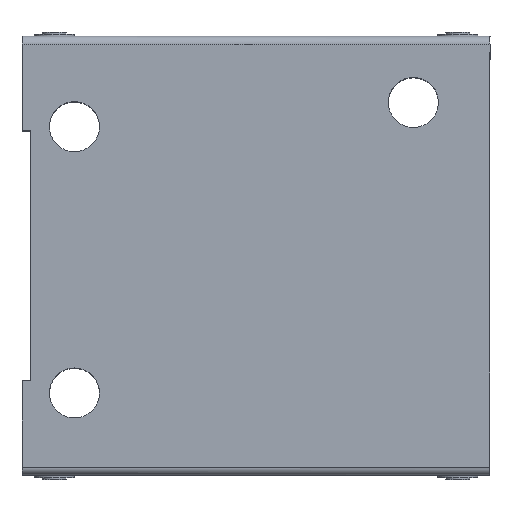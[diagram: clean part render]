
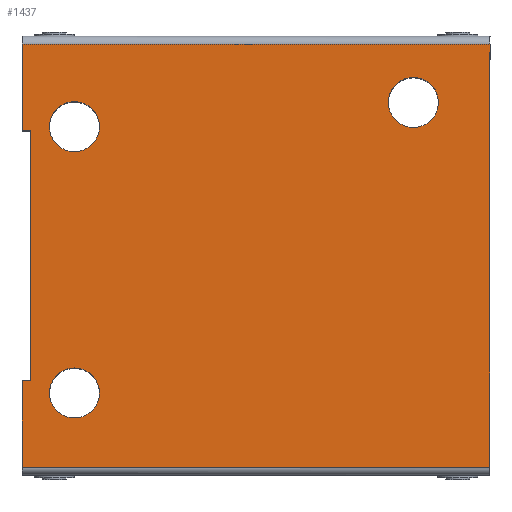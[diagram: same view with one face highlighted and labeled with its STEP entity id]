
A CAD part, top view. The second image highlights one B-rep face of the part: STEP entity #1437.
In plain terms, the highlighted planar face has unit normal (0, 0, 1).
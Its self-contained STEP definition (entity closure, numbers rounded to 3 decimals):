
#94=FACE_BOUND('',#322,.F.);
#95=FACE_BOUND('',#323,.F.);
#96=FACE_BOUND('',#324,.F.);
#137=FACE_OUTER_BOUND('',#325,.F.);
#322=EDGE_LOOP('',(#598,#599));
#323=EDGE_LOOP('',(#600,#601));
#324=EDGE_LOOP('',(#602,#603));
#325=EDGE_LOOP('',(#604,#605,#606,#607,#608,#609,#610,#611));
#598=ORIENTED_EDGE('',*,*,#2484,.T.);
#599=ORIENTED_EDGE('',*,*,#2483,.T.);
#600=ORIENTED_EDGE('',*,*,#2488,.T.);
#601=ORIENTED_EDGE('',*,*,#2487,.T.);
#602=ORIENTED_EDGE('',*,*,#2480,.T.);
#603=ORIENTED_EDGE('',*,*,#2479,.T.);
#604=ORIENTED_EDGE('',*,*,#2517,.F.);
#605=ORIENTED_EDGE('',*,*,#2478,.F.);
#606=ORIENTED_EDGE('',*,*,#2527,.F.);
#607=ORIENTED_EDGE('',*,*,#2473,.F.);
#608=ORIENTED_EDGE('',*,*,#2499,.F.);
#609=ORIENTED_EDGE('',*,*,#2503,.T.);
#610=ORIENTED_EDGE('',*,*,#2506,.T.);
#611=ORIENTED_EDGE('',*,*,#2508,.T.);
#1437=ADVANCED_FACE('',(#94,#95,#96,#137),#1611,.T.);
#1611=PLANE('',#3424);
#1736=LINE('',#4920,#2006);
#1738=LINE('',#4925,#2008);
#1739=LINE('',#4946,#2009);
#1743=LINE('',#4950,#2013);
#1746=LINE('',#4953,#2016);
#1748=LINE('',#4955,#2018);
#1757=LINE('',#4964,#2027);
#1767=LINE('',#4974,#2037);
#2006=VECTOR('',#3637,58.);
#2008=VECTOR('',#3645,58.);
#2009=VECTOR('',#3686,10.7);
#2013=VECTOR('',#3690,1.);
#2016=VECTOR('',#3693,31.);
#2018=VECTOR('',#3695,1.);
#2027=VECTOR('',#3704,10.7);
#2037=VECTOR('',#3714,52.4);
#2275=CIRCLE('',#3246,3.1);
#2276=CIRCLE('',#3247,3.1);
#2279=CIRCLE('',#3250,3.1);
#2280=CIRCLE('',#3251,3.1);
#2283=CIRCLE('',#3254,3.1);
#2284=CIRCLE('',#3255,3.1);
#2473=EDGE_CURVE('',#3168,#3171,#1736,.T.);
#2478=EDGE_CURVE('',#3167,#3164,#1738,.T.);
#2479=EDGE_CURVE('',#3162,#3161,#2275,.T.);
#2480=EDGE_CURVE('',#3161,#3162,#2276,.T.);
#2483=EDGE_CURVE('',#3158,#3157,#2279,.T.);
#2484=EDGE_CURVE('',#3157,#3158,#2280,.T.);
#2487=EDGE_CURVE('',#3154,#3153,#2283,.T.);
#2488=EDGE_CURVE('',#3153,#3154,#2284,.T.);
#2499=EDGE_CURVE('',#3142,#3168,#1739,.T.);
#2503=EDGE_CURVE('',#3142,#3138,#1743,.T.);
#2506=EDGE_CURVE('',#3138,#3136,#1746,.T.);
#2508=EDGE_CURVE('',#3136,#3134,#1748,.T.);
#2517=EDGE_CURVE('',#3164,#3134,#1757,.T.);
#2527=EDGE_CURVE('',#3171,#3167,#1767,.T.);
#3134=VERTEX_POINT('',#4823);
#3136=VERTEX_POINT('',#4825);
#3138=VERTEX_POINT('',#4827);
#3142=VERTEX_POINT('',#4831);
#3153=VERTEX_POINT('',#4842);
#3154=VERTEX_POINT('',#4843);
#3157=VERTEX_POINT('',#4846);
#3158=VERTEX_POINT('',#4847);
#3161=VERTEX_POINT('',#4850);
#3162=VERTEX_POINT('',#4851);
#3164=VERTEX_POINT('',#4853);
#3167=VERTEX_POINT('',#4856);
#3168=VERTEX_POINT('',#4857);
#3171=VERTEX_POINT('',#4860);
#3246=AXIS2_PLACEMENT_3D('',#4926,#3646,#3647);
#3247=AXIS2_PLACEMENT_3D('',#4927,#3648,#3649);
#3250=AXIS2_PLACEMENT_3D('',#4930,#3654,#3655);
#3251=AXIS2_PLACEMENT_3D('',#4931,#3656,#3657);
#3254=AXIS2_PLACEMENT_3D('',#4934,#3662,#3663);
#3255=AXIS2_PLACEMENT_3D('',#4935,#3664,#3665);
#3424=AXIS2_PLACEMENT_3D('',#5354,#4252,#4253);
#3637=DIRECTION('',(1.,0.,0.));
#3645=DIRECTION('',(-1.,0.,0.));
#3646=DIRECTION('',(0.,0.,1.));
#3647=DIRECTION('',(1.,0.,0.));
#3648=DIRECTION('',(0.,0.,1.));
#3649=DIRECTION('',(-1.,0.,0.));
#3654=DIRECTION('',(0.,0.,1.));
#3655=DIRECTION('',(1.,0.,0.));
#3656=DIRECTION('',(0.,0.,1.));
#3657=DIRECTION('',(-1.,0.,0.));
#3662=DIRECTION('',(0.,0.,1.));
#3663=DIRECTION('',(1.,0.,0.));
#3664=DIRECTION('',(0.,0.,1.));
#3665=DIRECTION('',(-1.,0.,0.));
#3686=DIRECTION('',(0.,-1.,0.));
#3690=DIRECTION('',(1.,0.,0.));
#3693=DIRECTION('',(0.,1.,0.));
#3695=DIRECTION('',(-1.,0.,0.));
#3704=DIRECTION('',(0.,-1.,0.));
#3714=DIRECTION('',(0.,1.,0.));
#4252=DIRECTION('',(0.,0.,1.));
#4253=DIRECTION('',(0.,1.,0.));
#4823=CARTESIAN_POINT('',(0.,15.5,15.75));
#4825=CARTESIAN_POINT('',(1.,15.5,15.75));
#4827=CARTESIAN_POINT('',(1.,-15.5,15.75));
#4831=CARTESIAN_POINT('',(0.,-15.5,15.75));
#4842=CARTESIAN_POINT('',(3.4,16.,15.75));
#4843=CARTESIAN_POINT('',(9.6,16.,15.75));
#4846=CARTESIAN_POINT('',(3.4,-17.,15.75));
#4847=CARTESIAN_POINT('',(9.6,-17.,15.75));
#4850=CARTESIAN_POINT('',(45.4,19.,15.75));
#4851=CARTESIAN_POINT('',(51.6,19.,15.75));
#4853=CARTESIAN_POINT('',(0.,26.2,15.75));
#4856=CARTESIAN_POINT('',(58.,26.2,15.75));
#4857=CARTESIAN_POINT('',(0.,-26.2,15.75));
#4860=CARTESIAN_POINT('',(58.,-26.2,15.75));
#4920=CARTESIAN_POINT('',(0.,-26.2,15.75));
#4925=CARTESIAN_POINT('',(58.,26.2,15.75));
#4926=CARTESIAN_POINT('',(48.5,19.,15.75));
#4927=CARTESIAN_POINT('',(48.5,19.,15.75));
#4930=CARTESIAN_POINT('',(6.5,-17.,15.75));
#4931=CARTESIAN_POINT('',(6.5,-17.,15.75));
#4934=CARTESIAN_POINT('',(6.5,16.,15.75));
#4935=CARTESIAN_POINT('',(6.5,16.,15.75));
#4946=CARTESIAN_POINT('',(0.,-15.5,15.75));
#4950=CARTESIAN_POINT('',(0.,-15.5,15.75));
#4953=CARTESIAN_POINT('',(1.,-15.5,15.75));
#4955=CARTESIAN_POINT('',(1.,15.5,15.75));
#4964=CARTESIAN_POINT('',(0.,26.2,15.75));
#4974=CARTESIAN_POINT('',(58.,-26.2,15.75));
#5354=CARTESIAN_POINT('',(58.58,-27.78,15.75));
